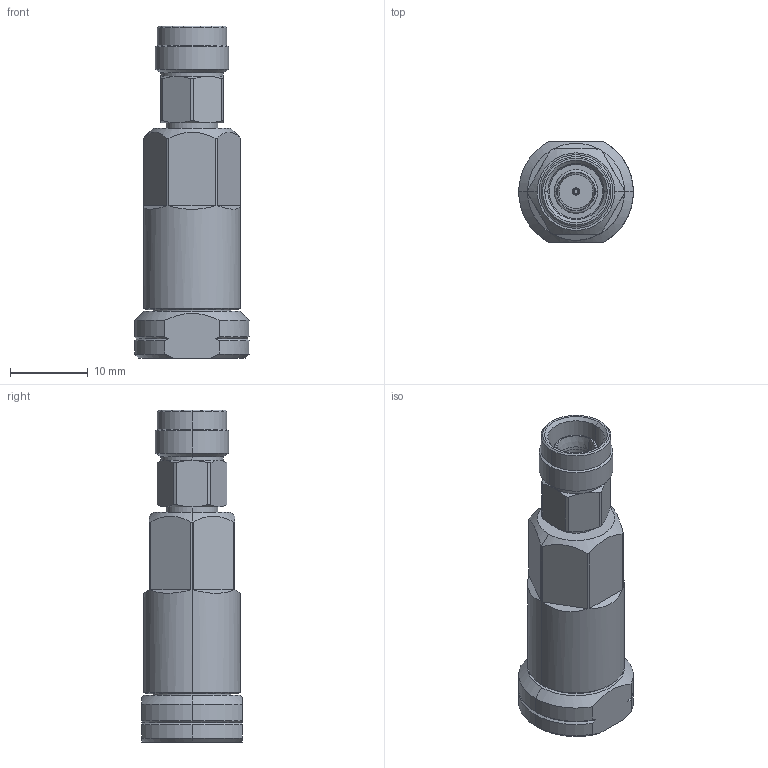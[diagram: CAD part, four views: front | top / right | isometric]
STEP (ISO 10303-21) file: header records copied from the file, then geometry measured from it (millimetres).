
FILE_DESCRIPTION (( 'STEP AP214' ), '1' );
FILE_NAME ('J01480A0008.STEP', '2020-12-08T12:07:09', ( '' ), ( '' ), 'SwSTEP 2.0', 'SolidWorks 2020', '' );
FILE_SCHEMA (( 'AUTOMOTIVE_DESIGN' ));
Length unit declared in the file: millimetre
Products named in the file (1): J01480A0008
Bounding box: 14.8 x 13 x 42.81 mm (x, y, z)
Volume: 4050.6 mm3; surface area: 2792.9 mm2
Topology: 3 solids, 3 shells, 136 faces, 306 edges, 183 vertices
Faces by surface type: cone 43, cylinder 40, plane 33, torus 12, bspline 8
Entity records: 5546 total; most frequent: CARTESIAN_POINT 1032, DIRECTION 659, ORIENTED_EDGE 612, EDGE_CURVE 306, AXIS2_PLACEMENT_3D 282, VERTEX_POINT 183, CIRCLE 153, EDGE_LOOP 147
